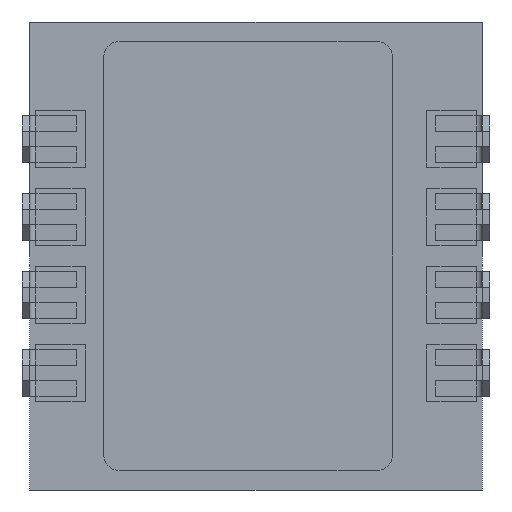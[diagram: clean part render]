
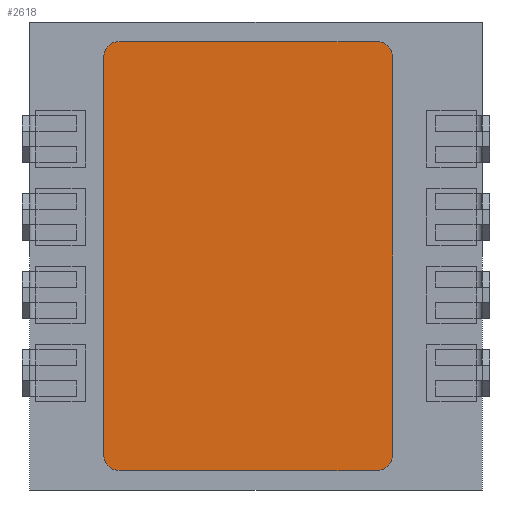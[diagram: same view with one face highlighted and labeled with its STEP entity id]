
A CAD part, front view. The second image highlights one B-rep face of the part: STEP entity #2618.
In plain terms, the highlighted planar face has unit normal (0, -1, 0).
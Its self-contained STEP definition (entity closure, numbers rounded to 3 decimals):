
#135=CIRCLE('',#2790,0.5);
#139=CIRCLE('',#2797,0.5);
#140=CIRCLE('',#2800,0.5);
#141=CIRCLE('',#2803,0.5);
#307=FACE_OUTER_BOUND('',#478,.T.);
#478=EDGE_LOOP('',(#2333,#2334,#2335,#2336,#2337,#2338,#2339,#2340));
#785=LINE('',#4209,#1085);
#791=LINE('',#4229,#1091);
#794=LINE('',#4237,#1094);
#796=LINE('',#4243,#1096);
#1085=VECTOR('',#3445,8.4);
#1091=VECTOR('',#3465,12.97);
#1094=VECTOR('',#3474,8.4);
#1096=VECTOR('',#3482,12.97);
#1307=VERTEX_POINT('',#4199);
#1308=VERTEX_POINT('',#4201);
#1310=VERTEX_POINT('',#4207);
#1316=VERTEX_POINT('',#4223);
#1317=VERTEX_POINT('',#4227);
#1318=VERTEX_POINT('',#4231);
#1319=VERTEX_POINT('',#4235);
#1320=VERTEX_POINT('',#4239);
#1642=EDGE_CURVE('',#1307,#1308,#135,.T.);
#1646=EDGE_CURVE('',#1310,#1307,#785,.T.);
#1654=EDGE_CURVE('',#1316,#1310,#139,.T.);
#1656=EDGE_CURVE('',#1317,#1316,#791,.T.);
#1658=EDGE_CURVE('',#1318,#1317,#140,.T.);
#1660=EDGE_CURVE('',#1319,#1318,#794,.T.);
#1662=EDGE_CURVE('',#1320,#1319,#141,.T.);
#1663=EDGE_CURVE('',#1308,#1320,#796,.T.);
#2333=ORIENTED_EDGE('',*,*,#1642,.F.);
#2334=ORIENTED_EDGE('',*,*,#1646,.F.);
#2335=ORIENTED_EDGE('',*,*,#1654,.F.);
#2336=ORIENTED_EDGE('',*,*,#1656,.F.);
#2337=ORIENTED_EDGE('',*,*,#1658,.F.);
#2338=ORIENTED_EDGE('',*,*,#1660,.F.);
#2339=ORIENTED_EDGE('',*,*,#1662,.F.);
#2340=ORIENTED_EDGE('',*,*,#1663,.F.);
#2478=PLANE('',#2805);
#2618=ADVANCED_FACE('',(#307),#2478,.T.);
#2790=AXIS2_PLACEMENT_3D('',#4202,#3438,#3439);
#2797=AXIS2_PLACEMENT_3D('',#4225,#3460,#3461);
#2800=AXIS2_PLACEMENT_3D('',#4233,#3469,#3470);
#2803=AXIS2_PLACEMENT_3D('',#4241,#3478,#3479);
#2805=AXIS2_PLACEMENT_3D('',#4244,#3483,#3484);
#3438=DIRECTION('center_axis',(0.,1.,0.));
#3439=DIRECTION('ref_axis',(-0.707,0.,-0.707));
#3445=DIRECTION('',(-1.,0.,0.));
#3460=DIRECTION('center_axis',(0.,1.,0.));
#3461=DIRECTION('ref_axis',(0.707,0.,-0.707));
#3465=DIRECTION('',(0.,0.,-1.));
#3469=DIRECTION('center_axis',(0.,1.,0.));
#3470=DIRECTION('ref_axis',(0.707,0.,0.707));
#3474=DIRECTION('',(1.,0.,0.));
#3478=DIRECTION('center_axis',(0.,1.,0.));
#3479=DIRECTION('ref_axis',(-0.707,0.,0.707));
#3482=DIRECTION('',(0.,0.,1.));
#3483=DIRECTION('center_axis',(0.,-1.,0.));
#3484=DIRECTION('ref_axis',(0.,0.,-1.));
#4199=CARTESIAN_POINT('',(-4.2,0.,-6.985));
#4201=CARTESIAN_POINT('',(-4.7,0.,-6.485));
#4202=CARTESIAN_POINT('Origin',(-4.2,0.,-6.485));
#4207=CARTESIAN_POINT('',(4.2,0.,-6.985));
#4209=CARTESIAN_POINT('',(4.7,0.,-6.985));
#4223=CARTESIAN_POINT('',(4.7,0.,-6.485));
#4225=CARTESIAN_POINT('Origin',(4.2,0.,-6.485));
#4227=CARTESIAN_POINT('',(4.7,0.,6.485));
#4229=CARTESIAN_POINT('',(4.7,0.,6.985));
#4231=CARTESIAN_POINT('',(4.2,0.,6.985));
#4233=CARTESIAN_POINT('Origin',(4.2,0.,6.485));
#4235=CARTESIAN_POINT('',(-4.2,0.,6.985));
#4237=CARTESIAN_POINT('',(-4.7,0.,6.985));
#4239=CARTESIAN_POINT('',(-4.7,0.,6.485));
#4241=CARTESIAN_POINT('Origin',(-4.2,0.,6.485));
#4243=CARTESIAN_POINT('',(-4.7,0.,-6.985));
#4244=CARTESIAN_POINT('Origin',(0.,0.,0.));
